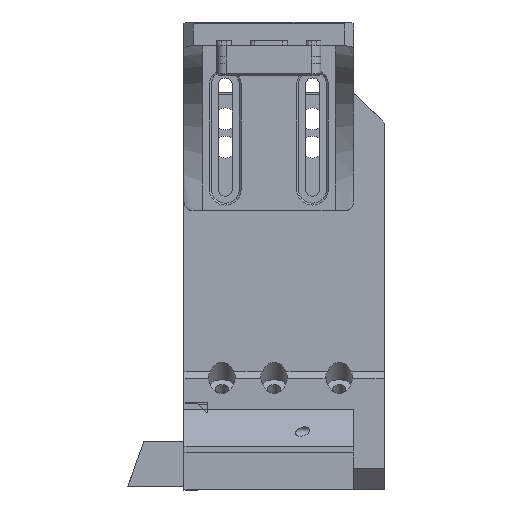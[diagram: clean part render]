
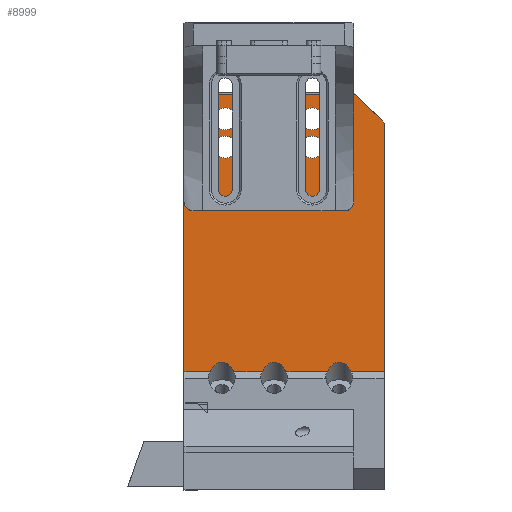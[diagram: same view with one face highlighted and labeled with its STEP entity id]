
A CAD part, top view. The second image highlights one B-rep face of the part: STEP entity #8999.
In plain terms, the highlighted planar face has unit normal (0, 0, 1).
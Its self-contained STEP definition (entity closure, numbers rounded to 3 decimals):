
#169=FACE_BOUND('',#1573,.T.);
#170=FACE_BOUND('',#1574,.T.);
#171=FACE_BOUND('',#1575,.T.);
#172=FACE_BOUND('',#1576,.T.);
#301=CIRCLE('',#9722,2.35);
#302=CIRCLE('',#9724,2.35);
#303=CIRCLE('',#9726,2.35);
#304=CIRCLE('',#9728,2.35);
#557=PLANE('',#9729);
#1007=FACE_OUTER_BOUND('',#1572,.T.);
#1572=EDGE_LOOP('',(#7230,#7231,#7232,#7233,#7234,#7235,#7236,#7237,#7238,
#7239,#7240));
#1573=EDGE_LOOP('',(#7241));
#1574=EDGE_LOOP('',(#7242));
#1575=EDGE_LOOP('',(#7243));
#1576=EDGE_LOOP('',(#7244));
#1886=ELLIPSE('',#9594,4.101,2.9);
#1887=ELLIPSE('',#9601,4.101,2.9);
#1888=ELLIPSE('',#9606,4.101,2.9);
#2168=LINE('',#13492,#3212);
#2186=LINE('',#13547,#3230);
#2187=LINE('',#13552,#3231);
#2189=LINE('',#13558,#3233);
#2191=LINE('',#13571,#3235);
#2194=LINE('',#13585,#3238);
#2233=LINE('',#13686,#3277);
#2324=LINE('',#13931,#3368);
#3212=VECTOR('',#10847,10.);
#3230=VECTOR('',#10903,10.);
#3231=VECTOR('',#10910,10.);
#3233=VECTOR('',#10916,10.);
#3235=VECTOR('',#10932,10.);
#3238=VECTOR('',#10949,10.);
#3277=VECTOR('',#11042,10.);
#3368=VECTOR('',#11313,10.);
#4227=VERTEX_POINT('',#13489);
#4228=VERTEX_POINT('',#13491);
#4245=VERTEX_POINT('',#13544);
#4246=VERTEX_POINT('',#13546);
#4248=VERTEX_POINT('',#13555);
#4249=VERTEX_POINT('',#13557);
#4252=VERTEX_POINT('',#13568);
#4253=VERTEX_POINT('',#13570);
#4256=VERTEX_POINT('',#13581);
#4257=VERTEX_POINT('',#13583);
#4292=VERTEX_POINT('',#13685);
#4357=VERTEX_POINT('',#13933);
#4358=VERTEX_POINT('',#13937);
#4359=VERTEX_POINT('',#13941);
#4360=VERTEX_POINT('',#13945);
#5153=EDGE_CURVE('',#4227,#4228,#2168,.T.);
#5181=EDGE_CURVE('',#4246,#4245,#2186,.T.);
#5184=EDGE_CURVE('',#4228,#4245,#2187,.T.);
#5187=EDGE_CURVE('',#4249,#4248,#2189,.T.);
#5192=EDGE_CURVE('',#4248,#4246,#1886,.T.);
#5194=EDGE_CURVE('',#4253,#4252,#2191,.T.);
#5199=EDGE_CURVE('',#4252,#4249,#1887,.T.);
#5202=EDGE_CURVE('',#4256,#4257,#2194,.T.);
#5205=EDGE_CURVE('',#4257,#4253,#1888,.T.);
#5255=EDGE_CURVE('',#4292,#4256,#2233,.T.);
#5371=EDGE_CURVE('',#4292,#4227,#2324,.T.);
#5372=EDGE_CURVE('',#4357,#4357,#301,.T.);
#5374=EDGE_CURVE('',#4358,#4358,#302,.T.);
#5376=EDGE_CURVE('',#4359,#4359,#303,.T.);
#5378=EDGE_CURVE('',#4360,#4360,#304,.T.);
#7230=ORIENTED_EDGE('',*,*,#5153,.F.);
#7231=ORIENTED_EDGE('',*,*,#5371,.F.);
#7232=ORIENTED_EDGE('',*,*,#5255,.T.);
#7233=ORIENTED_EDGE('',*,*,#5202,.T.);
#7234=ORIENTED_EDGE('',*,*,#5205,.T.);
#7235=ORIENTED_EDGE('',*,*,#5194,.T.);
#7236=ORIENTED_EDGE('',*,*,#5199,.T.);
#7237=ORIENTED_EDGE('',*,*,#5187,.T.);
#7238=ORIENTED_EDGE('',*,*,#5192,.T.);
#7239=ORIENTED_EDGE('',*,*,#5181,.T.);
#7240=ORIENTED_EDGE('',*,*,#5184,.F.);
#7241=ORIENTED_EDGE('',*,*,#5372,.T.);
#7242=ORIENTED_EDGE('',*,*,#5374,.T.);
#7243=ORIENTED_EDGE('',*,*,#5376,.T.);
#7244=ORIENTED_EDGE('',*,*,#5378,.T.);
#8999=ADVANCED_FACE('',(#1007,#169,#170,#171,#172),#557,.T.);
#9594=AXIS2_PLACEMENT_3D('',#13566,#10926,#10927);
#9601=AXIS2_PLACEMENT_3D('',#13579,#10942,#10943);
#9606=AXIS2_PLACEMENT_3D('',#13590,#10955,#10956);
#9722=AXIS2_PLACEMENT_3D('',#13934,#11316,#11317);
#9724=AXIS2_PLACEMENT_3D('',#13938,#11321,#11322);
#9726=AXIS2_PLACEMENT_3D('',#13942,#11326,#11327);
#9728=AXIS2_PLACEMENT_3D('',#13946,#11331,#11332);
#9729=AXIS2_PLACEMENT_3D('',#13948,#11334,#11335);
#10847=DIRECTION('',(0.707,-0.707,0.));
#10903=DIRECTION('',(1.,0.,0.));
#10910=DIRECTION('',(0.,-1.,0.));
#10916=DIRECTION('',(1.,0.,0.));
#10926=DIRECTION('center_axis',(0.,0.,-1.));
#10927=DIRECTION('ref_axis',(0.,1.,0.));
#10932=DIRECTION('',(1.,0.,0.));
#10942=DIRECTION('center_axis',(0.,0.,-1.));
#10943=DIRECTION('ref_axis',(0.,1.,0.));
#10949=DIRECTION('',(1.,0.,0.));
#10955=DIRECTION('center_axis',(0.,0.,-1.));
#10956=DIRECTION('ref_axis',(0.,1.,0.));
#11042=DIRECTION('',(0.,-1.,0.));
#11313=DIRECTION('',(1.,0.,0.));
#11316=DIRECTION('center_axis',(0.,0.,-1.));
#11317=DIRECTION('ref_axis',(-1.,0.,0.));
#11321=DIRECTION('center_axis',(0.,0.,-1.));
#11322=DIRECTION('ref_axis',(-1.,0.,0.));
#11326=DIRECTION('center_axis',(0.,0.,-1.));
#11327=DIRECTION('ref_axis',(-1.,0.,0.));
#11331=DIRECTION('center_axis',(0.,0.,-1.));
#11332=DIRECTION('ref_axis',(-1.,0.,0.));
#11334=DIRECTION('center_axis',(0.,0.,1.));
#11335=DIRECTION('ref_axis',(0.,-1.,0.));
#13489=CARTESIAN_POINT('',(197.14,337.629,-2.5));
#13491=CARTESIAN_POINT('',(203.255,331.514,-2.5));
#13492=CARTESIAN_POINT('',(189.409,345.361,-2.5));
#13544=CARTESIAN_POINT('',(203.255,278.359,-2.5));
#13546=CARTESIAN_POINT('',(196.175,278.359,-2.5));
#13547=CARTESIAN_POINT('',(196.755,278.359,-2.5));
#13552=CARTESIAN_POINT('',(203.255,337.629,-2.5));
#13555=CARTESIAN_POINT('',(191.135,278.359,-2.5));
#13557=CARTESIAN_POINT('',(182.275,278.359,-2.5));
#13558=CARTESIAN_POINT('',(160.5,278.359,-2.5));
#13566=CARTESIAN_POINT('Origin',(193.655,276.329,-2.5));
#13568=CARTESIAN_POINT('',(177.235,278.359,-2.5));
#13570=CARTESIAN_POINT('',(171.12,278.359,-2.5));
#13571=CARTESIAN_POINT('',(160.5,278.359,-2.5));
#13579=CARTESIAN_POINT('Origin',(179.755,276.329,-2.5));
#13581=CARTESIAN_POINT('',(160.5,278.359,-2.5));
#13583=CARTESIAN_POINT('',(166.08,278.359,-2.5));
#13585=CARTESIAN_POINT('',(160.5,278.359,-2.5));
#13590=CARTESIAN_POINT('Origin',(168.6,276.329,-2.5));
#13685=CARTESIAN_POINT('',(160.5,337.629,-2.5));
#13686=CARTESIAN_POINT('',(160.5,337.629,-2.5));
#13931=CARTESIAN_POINT('',(160.5,337.629,-2.5));
#13933=CARTESIAN_POINT('',(171.664,332.389,-2.5));
#13934=CARTESIAN_POINT('Origin',(169.314,332.389,-2.5));
#13937=CARTESIAN_POINT('',(190.291,326.389,-2.5));
#13938=CARTESIAN_POINT('Origin',(187.941,326.389,-2.5));
#13941=CARTESIAN_POINT('',(171.664,326.389,-2.5));
#13942=CARTESIAN_POINT('Origin',(169.314,326.389,-2.5));
#13945=CARTESIAN_POINT('',(190.291,332.389,-2.5));
#13946=CARTESIAN_POINT('Origin',(187.941,332.389,-2.5));
#13948=CARTESIAN_POINT('Origin',(160.5,337.629,-2.5));
